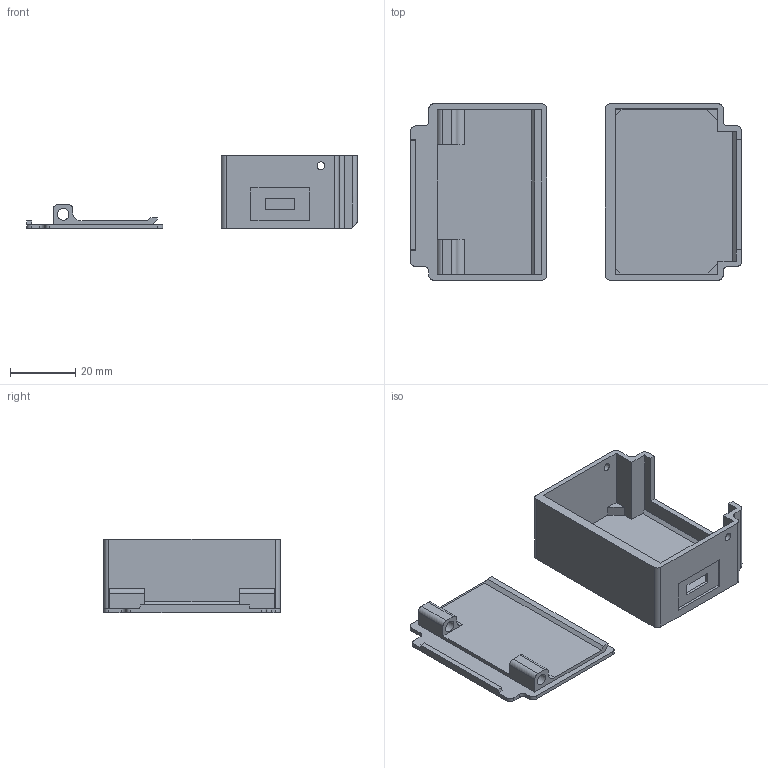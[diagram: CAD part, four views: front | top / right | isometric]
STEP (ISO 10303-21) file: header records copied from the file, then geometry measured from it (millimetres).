
FILE_DESCRIPTION(/* description */ (''),/* implementation_level */ '2;1');
FILE_NAME(/* name */ 'Horizontal-OBD2-connector.step',/* time_stamp */ '2023-01-01T14:30:35+01:00',/* author */ (''),/* organization */ (''),/* preprocessor_version */ 'ST-DEVELOPER v19.2',/* originating_system */ 'Autodesk Translation Framework v11.17.0.187',/* authorisation */ '');
FILE_SCHEMA (('AUTOMOTIVE_DESIGN { 1 0 10303 214 3 1 1 }'));
Length unit declared in the file: millimetre
Products named in the file (1): Horizontal-OBD2-connector
Bounding box: 101.6 x 54.2 x 22.5 mm (x, y, z)
Volume: 12651.8 mm3; surface area: 17119.3 mm2
Topology: 2 solids, 2 shells, 323 faces, 897 edges, 598 vertices
Faces by surface type: plane 153, bspline 138, cylinder 32
Full cylindrical faces by diameter (mm): 2.4 x2, 3.6 x2, 29.092 x1, 31.374 x1
Entity records: 12764 total; most frequent: CARTESIAN_POINT 5333, ORIENTED_EDGE 1794, DIRECTION 1057, EDGE_CURVE 897, VERTEX_POINT 598, LINE 557, VECTOR 557, EDGE_LOOP 353
